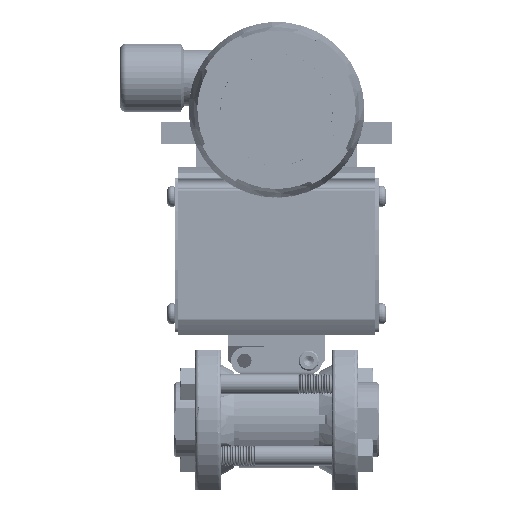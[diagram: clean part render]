
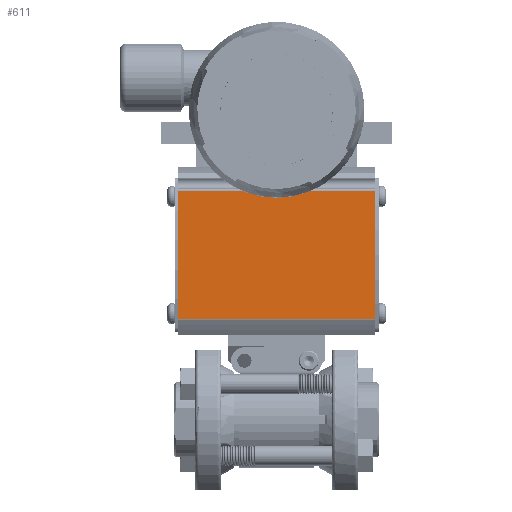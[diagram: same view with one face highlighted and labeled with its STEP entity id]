
A CAD part, top view. The second image highlights one B-rep face of the part: STEP entity #611.
In plain terms, the highlighted planar face has unit normal (0, 0, 1).
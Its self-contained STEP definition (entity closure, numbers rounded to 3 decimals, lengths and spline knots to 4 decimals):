
#611 = ADVANCED_FACE ( 'NONE', ( #216798 ), #33724, .F. ) ;
#3727 = VERTEX_POINT ( 'NONE', #176734 ) ;
#19723 = ORIENTED_EDGE ( 'NONE', *, *, #58691, .F. ) ;
#30098 = CARTESIAN_POINT ( 'NONE',  ( 1.5275, 3.5621, 1.17 ) ) ;
#33510 = VECTOR ( 'NONE', #92640, 39.3701 ) ;
#33724 = PLANE ( 'NONE',  #216535 ) ;
#35440 = EDGE_CURVE ( 'NONE', #3727, #79767, #130033, .T. ) ;
#50401 = VERTEX_POINT ( 'NONE', #30098 ) ;
#56924 = CARTESIAN_POINT ( 'NONE',  ( -5.0403, 1.5679, 1.17 ) ) ;
#58691 = EDGE_CURVE ( 'NONE', #3727, #152950, #131681, .T. ) ;
#61222 = EDGE_LOOP ( 'NONE', ( #133256, #174551, #19723, #84937 ) ) ;
#61401 = LINE ( 'NONE', #97851, #157962 ) ;
#70242 = CARTESIAN_POINT ( 'NONE',  ( -5.0403, 3.5694, 1.17 ) ) ;
#79767 = VERTEX_POINT ( 'NONE', #219065 ) ;
#83502 = VECTOR ( 'NONE', #160121, 39.3701 ) ;
#84937 = ORIENTED_EDGE ( 'NONE', *, *, #35440, .T. ) ;
#92640 = DIRECTION ( 'NONE',  ( 1., 0., 0. ) ) ;
#97085 = DIRECTION ( 'NONE',  ( -1., 0., 0. ) ) ;
#97851 = CARTESIAN_POINT ( 'NONE',  ( -5.0403, 3.5621, 1.17 ) ) ;
#105446 = CARTESIAN_POINT ( 'NONE',  ( -1.5275, 3.5694, 1.17 ) ) ;
#112882 = EDGE_CURVE ( 'NONE', #50401, #152950, #61401, .T. ) ;
#125019 = DIRECTION ( 'NONE',  ( 0., -1., 0. ) ) ;
#130033 = LINE ( 'NONE', #56924, #33510 ) ;
#131681 = LINE ( 'NONE', #105446, #83502 ) ;
#133256 = ORIENTED_EDGE ( 'NONE', *, *, #208826, .F. ) ;
#152950 = VERTEX_POINT ( 'NONE', #200678 ) ;
#157962 = VECTOR ( 'NONE', #97085, 39.3701 ) ;
#160121 = DIRECTION ( 'NONE',  ( 0., 1., 0. ) ) ;
#169017 = DIRECTION ( 'NONE',  ( 0., -1., 0. ) ) ;
#174551 = ORIENTED_EDGE ( 'NONE', *, *, #112882, .T. ) ;
#176734 = CARTESIAN_POINT ( 'NONE',  ( -1.5275, 1.5679, 1.17 ) ) ;
#200678 = CARTESIAN_POINT ( 'NONE',  ( -1.5275, 3.5621, 1.17 ) ) ;
#208430 = VECTOR ( 'NONE', #169017, 39.3701 ) ;
#208826 = EDGE_CURVE ( 'NONE', #50401, #79767, #214147, .T. ) ;
#214147 = LINE ( 'NONE', #223658, #208430 ) ;
#216535 = AXIS2_PLACEMENT_3D ( 'NONE', #70242, #233556, #125019 ) ;
#216798 = FACE_OUTER_BOUND ( 'NONE', #61222, .T. ) ;
#219065 = CARTESIAN_POINT ( 'NONE',  ( 1.5275, 1.5679, 1.17 ) ) ;
#223658 = CARTESIAN_POINT ( 'NONE',  ( 1.5275, 3.5694, 1.17 ) ) ;
#233556 = DIRECTION ( 'NONE',  ( 0., 0., -1. ) ) ;
